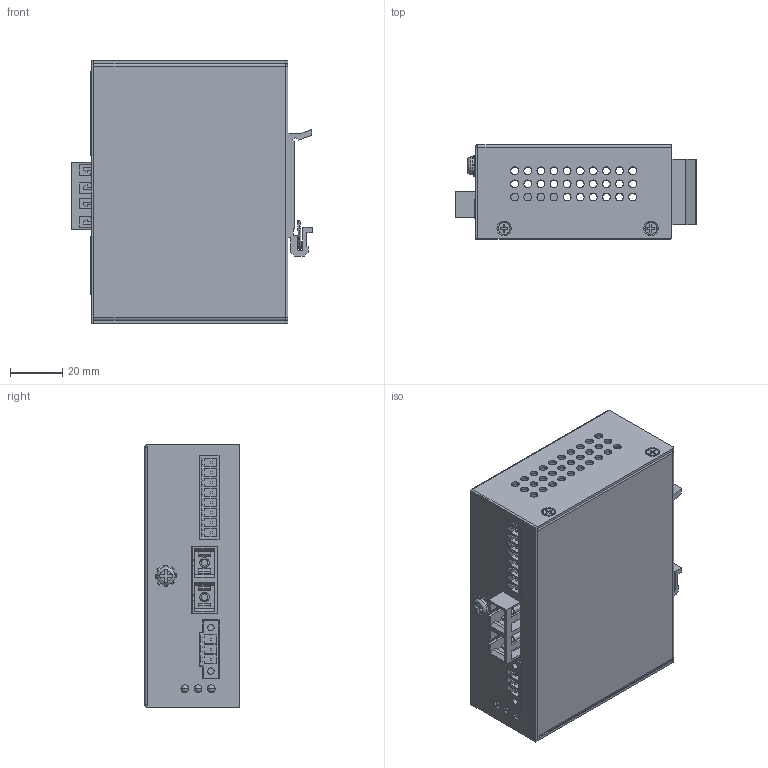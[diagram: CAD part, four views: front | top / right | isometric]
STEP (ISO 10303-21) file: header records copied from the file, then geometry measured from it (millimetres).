
FILE_DESCRIPTION((''),'2;1');
FILE_NAME('KOM200_ASM_4_ASM','2023-10-19T14:21:21',('wangzixiong'),(''),'CREO PARAMETRIC BY PTC INC, 2021023','CREO PARAMETRIC BY PTC INC, 2021023','');
FILE_SCHEMA(('AUTOMOTIVE_DESIGN { 1 0 10303 214 1 1 1 1 }'));
Length unit declared in the file: millimetre
Products named in the file (15): KOM20000_8; M2-5X40001_1; KOM20000_4; _25MM00_1; _25MM0003_1; _25MM0001_ASM_1_ASM; 3PIN-38100_1; 8PIN-38100_2; 0_1; M40002_1; M40003_1; M40001_ASM_1_ASM; SC0_1; M3-600_1; KOM200_ASM_4_ASM
Assembly tree (21 placements, depth 3):
  KOM200_ASM_4_ASM
    KOM20000_8
    M2-5X40001_1  x5
    KOM20000_4
    _25MM0001_ASM_1_ASM
      _25MM00_1
      _25MM0003_1
    3PIN-38100_1
    8PIN-38100_2
    0_1  x3
    M40001_ASM_1_ASM
      M40002_1
      M40003_1
    SC0_1
    M3-600_1  x2
Bounding box: 91.8 x 36 x 100 mm (x, y, z)
Volume: 40114.2 mm3; surface area: 68622.7 mm2
Topology: 19 solids, 19 shells, 890 faces, 2363 edges, 1547 vertices
Faces by surface type: plane 538, cylinder 266, torus 34, cone 28, extrusion 16, sphere 6, bspline 2
Entity records: 25814 total; most frequent: CARTESIAN_POINT 4857, DIRECTION 4109, ORIENTED_EDGE 4098, EDGE_CURVE 2049, VECTOR 1393, LINE 1377, AXIS2_PLACEMENT_3D 1358, VERTEX_POINT 1339
